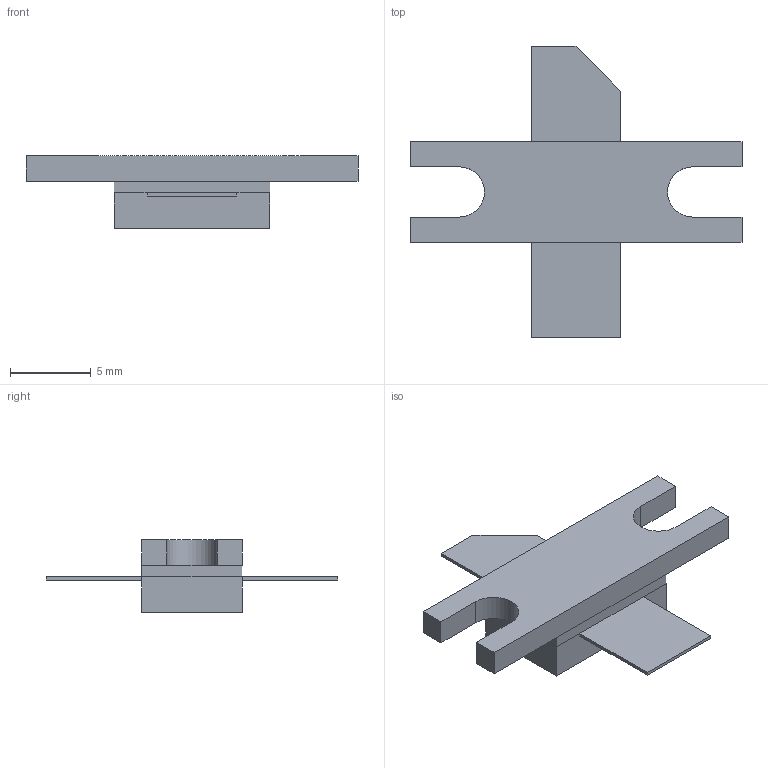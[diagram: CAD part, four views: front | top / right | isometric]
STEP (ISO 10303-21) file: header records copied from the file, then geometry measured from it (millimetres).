
FILE_DESCRIPTION(('STEP AP242'), '1');
FILE_NAME('ﾊﾒ-55ﾑ-1', '', ('UNSPECIFIED'), ('UNSPECIFIED'), 'C3D Converter', 'C3D Toolkit', '');
FILE_SCHEMA(('AP242_MANAGED_MODEL_BASED_3D_ENGINEERING_MIM_LF { 1 0 10303 442 1 1 4 }'));
Length unit declared in the file: millimetre
Bounding box: 20.5 x 18 x 4.5 mm (x, y, z)
Volume: 346 mm3; surface area: 531.3 mm2
Topology: 1 solids, 1 shells, 222 faces, 615 edges, 406 vertices
Faces by surface type: extrusion 107, plane 98, cylinder 17
Full cylindrical faces by diameter (mm): 0.378 x1
Entity records: 8977 total; most frequent: CARTESIAN_POINT 1885, ORIENTED_EDGE 1228, DIRECTION 773, EDGE_CURVE 614, VECTOR 473, VERTEX_POINT 406, LINE 366, B_SPLINE_CURVE_WITH_KNOTS 321
